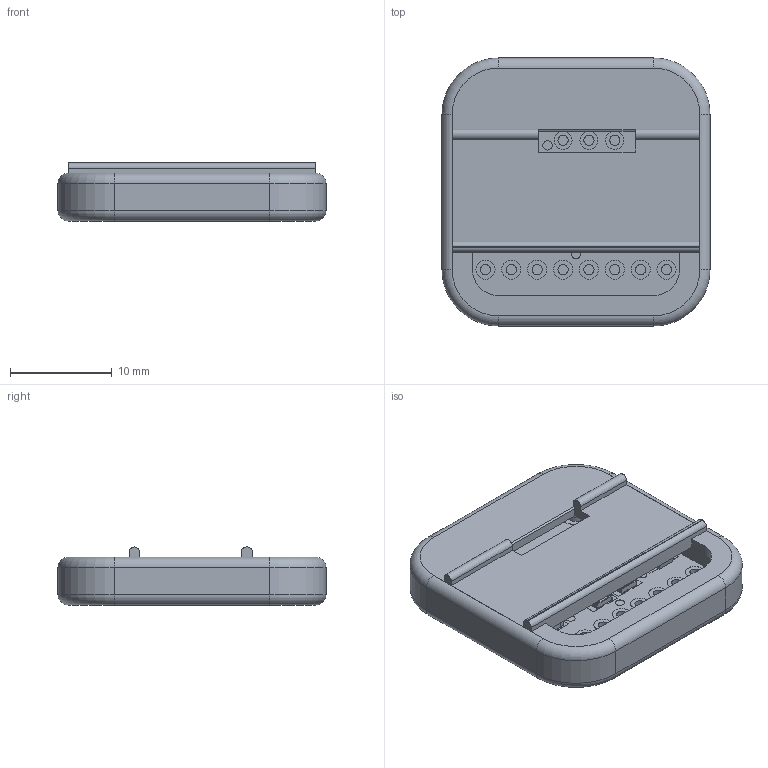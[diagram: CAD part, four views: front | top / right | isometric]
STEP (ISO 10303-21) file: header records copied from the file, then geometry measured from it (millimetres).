
FILE_DESCRIPTION(/* description */ (''),/* implementation_level */ '2;1');
FILE_NAME(/* name */ 'HR Monitor Case.step',/* time_stamp */ '2021-06-05T08:58:39+02:00',/* author */ (''),/* organization */ (''),/* preprocessor_version */ 'ST-DEVELOPER v18.1',/* originating_system */ 'Autodesk Translation Framework v10.9.0.1377',/* authorisation */ '');
FILE_SCHEMA (('AUTOMOTIVE_DESIGN { 1 0 10303 214 3 1 1 }'));
Length unit declared in the file: millimetre
Products named in the file (8): HR Monitor Case; LIS3DH v9; SOT23-5 v1; SOT23-3 v1; 16-LGA-3X3 v2; SMD Resistor 0805 v1; Cap 0805 v1; SOD-323 v1
Assembly tree (15 placements, depth 3):
  HR Monitor Case
    LIS3DH v9
      SOT23-5 v1
      SOT23-3 v1  x2
      16-LGA-3X3 v2
      SMD Resistor 0805 v1  x6
      Cap 0805 v1  x3
      SOD-323 v1
Bounding box: 26.32 x 26.32 x 5.7 mm (x, y, z)
Volume: 2161.6 mm3; surface area: 5185.9 mm2
Topology: 41 solids, 41 shells, 1181 faces, 2836 edges, 1806 vertices
Faces by surface type: plane 791, cylinder 299, bspline 57, sphere 24, torus 10
Full cylindrical faces by diameter (mm): 0.155 x1, 0.906 x30, 1 x11, 1.778 x6, 1.88 x16, 2.5 x4, 3.618 x2, 4.032 x2
Entity records: 25125 total; most frequent: CARTESIAN_POINT 6518, ORIENTED_EDGE 3666, DIRECTION 3651, EDGE_CURVE 1833, LINE 1385, VECTOR 1385, VERTEX_POINT 1184, AXIS2_PLACEMENT_3D 1133
